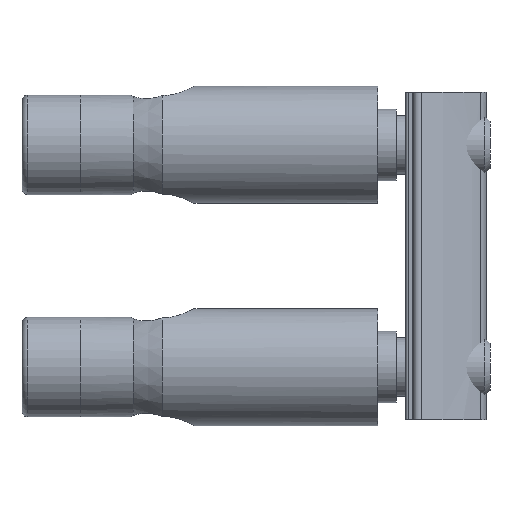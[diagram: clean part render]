
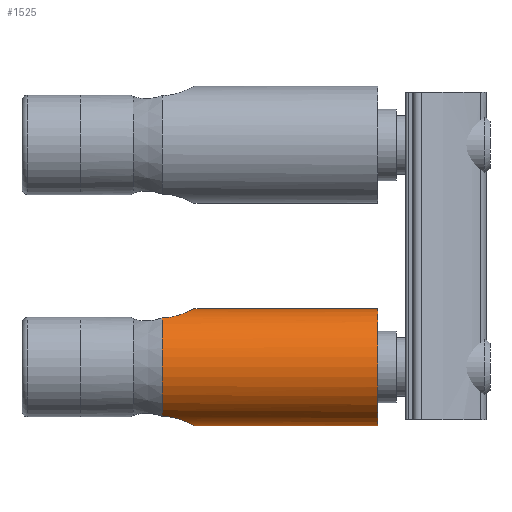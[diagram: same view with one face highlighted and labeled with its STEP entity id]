
A CAD part, top view. The second image highlights one B-rep face of the part: STEP entity #1525.
In plain terms, the highlighted cylindrical face has radius 5 mm (diameter 10 mm), a full revolution.
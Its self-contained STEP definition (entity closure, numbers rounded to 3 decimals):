
#100=CIRCLE('',#1627,5.);
#107=CIRCLE('',#1638,5.);
#108=CIRCLE('',#1639,5.);
#109=CIRCLE('',#1641,5.);
#190=FACE_OUTER_BOUND('',#272,.T.);
#272=EDGE_LOOP('',(#1002,#1003,#1004,#1005,#1006,#1007,#1008,#1009,#1010));
#359=LINE('',#2460,#437);
#437=VECTOR('',#1834,5.);
#512=B_SPLINE_CURVE_WITH_KNOTS('',3,(#2212,#2213,#2214,#2215,#2216,#2217,
#2218,#2219,#2220,#2221,#2222,#2223,#2224,#2225,#2226,#2227,#2228,#2229),
 .UNSPECIFIED.,.F.,.F.,(4,2,2,2,2,2,2,2,4),(0.834,0.938,
1.042,1.146,1.25,1.354,1.458,
1.563,1.667),.UNSPECIFIED.);
#521=B_SPLINE_CURVE_WITH_KNOTS('',3,(#2390,#2391,#2392,#2393,#2394,#2395,
#2396,#2397,#2398,#2399),.UNSPECIFIED.,.F.,.F.,(4,2,2,2,4),(-0.834,
-0.729,-0.625,-0.521,-0.417),
 .UNSPECIFIED.);
#522=B_SPLINE_CURVE_WITH_KNOTS('',3,(#2401,#2402,#2403,#2404,#2405,#2406,
#2407,#2408,#2409,#2410),.UNSPECIFIED.,.F.,.F.,(4,2,2,2,4),(-0.417,
-0.313,-0.209,-0.104,0.),
 .UNSPECIFIED.);
#562=VERTEX_POINT('',#2199);
#563=VERTEX_POINT('',#2211);
#571=VERTEX_POINT('',#2378);
#572=VERTEX_POINT('',#2389);
#573=VERTEX_POINT('',#2400);
#583=VERTEX_POINT('',#2455);
#584=VERTEX_POINT('',#2456);
#722=EDGE_CURVE('',#563,#562,#512,.T.);
#733=EDGE_CURVE('',#572,#571,#521,.F.);
#734=EDGE_CURVE('',#573,#572,#522,.F.);
#742=EDGE_CURVE('',#573,#562,#100,.T.);
#751=EDGE_CURVE('',#583,#584,#107,.T.);
#752=EDGE_CURVE('',#584,#583,#108,.T.);
#753=EDGE_CURVE('',#572,#584,#359,.T.);
#754=EDGE_CURVE('',#563,#571,#109,.T.);
#1002=ORIENTED_EDGE('',*,*,#734,.T.);
#1003=ORIENTED_EDGE('',*,*,#753,.T.);
#1004=ORIENTED_EDGE('',*,*,#752,.T.);
#1005=ORIENTED_EDGE('',*,*,#751,.T.);
#1006=ORIENTED_EDGE('',*,*,#753,.F.);
#1007=ORIENTED_EDGE('',*,*,#733,.T.);
#1008=ORIENTED_EDGE('',*,*,#754,.F.);
#1009=ORIENTED_EDGE('',*,*,#722,.T.);
#1010=ORIENTED_EDGE('',*,*,#742,.F.);
#1409=CYLINDRICAL_SURFACE('',#1640,5.);
#1525=ADVANCED_FACE('',(#190),#1409,.T.);
#1627=AXIS2_PLACEMENT_3D('',#2436,#1804,#1805);
#1638=AXIS2_PLACEMENT_3D('',#2457,#1828,#1829);
#1639=AXIS2_PLACEMENT_3D('',#2458,#1830,#1831);
#1640=AXIS2_PLACEMENT_3D('',#2459,#1832,#1833);
#1641=AXIS2_PLACEMENT_3D('',#2461,#1835,#1836);
#1804=DIRECTION('center_axis',(-1.,0.,0.));
#1805=DIRECTION('ref_axis',(0.,0.,1.));
#1828=DIRECTION('center_axis',(-1.,0.,0.));
#1829=DIRECTION('ref_axis',(0.,0.,1.));
#1830=DIRECTION('center_axis',(-1.,0.,0.));
#1831=DIRECTION('ref_axis',(0.,0.,1.));
#1832=DIRECTION('center_axis',(-1.,0.,0.));
#1833=DIRECTION('ref_axis',(0.,-1.,0.));
#1834=DIRECTION('',(1.,0.,0.));
#1835=DIRECTION('center_axis',(-1.,0.,0.));
#1836=DIRECTION('ref_axis',(0.,0.,1.));
#2199=CARTESIAN_POINT('',(10.75,-4.208,-2.7));
#2211=CARTESIAN_POINT('',(10.75,-4.208,2.7));
#2212=CARTESIAN_POINT('Ctrl Pts',(10.75,-4.208,2.7));
#2213=CARTESIAN_POINT('Ctrl Pts',(11.098,-4.208,2.7));
#2214=CARTESIAN_POINT('Ctrl Pts',(11.462,-4.256,2.629));
#2215=CARTESIAN_POINT('Ctrl Pts',(12.124,-4.415,2.352));
#2216=CARTESIAN_POINT('Ctrl Pts',(12.423,-4.524,2.145));
#2217=CARTESIAN_POINT('Ctrl Pts',(12.894,-4.718,1.674));
#2218=CARTESIAN_POINT('Ctrl Pts',(13.101,-4.819,1.375));
#2219=CARTESIAN_POINT('Ctrl Pts',(13.379,-4.961,0.712));
#2220=CARTESIAN_POINT('Ctrl Pts',(13.45,-5.,0.347));
#2221=CARTESIAN_POINT('Ctrl Pts',(13.45,-5.,-0.347));
#2222=CARTESIAN_POINT('Ctrl Pts',(13.379,-4.961,-0.712));
#2223=CARTESIAN_POINT('Ctrl Pts',(13.101,-4.819,-1.375));
#2224=CARTESIAN_POINT('Ctrl Pts',(12.894,-4.718,-1.674));
#2225=CARTESIAN_POINT('Ctrl Pts',(12.423,-4.524,-2.145));
#2226=CARTESIAN_POINT('Ctrl Pts',(12.124,-4.415,-2.352));
#2227=CARTESIAN_POINT('Ctrl Pts',(11.462,-4.256,-2.629));
#2228=CARTESIAN_POINT('Ctrl Pts',(11.098,-4.208,-2.7));
#2229=CARTESIAN_POINT('Ctrl Pts',(10.75,-4.208,-2.7));
#2378=CARTESIAN_POINT('',(10.75,4.208,2.7));
#2389=CARTESIAN_POINT('',(13.45,5.,0.));
#2390=CARTESIAN_POINT('Ctrl Pts',(10.75,4.208,2.7));
#2391=CARTESIAN_POINT('Ctrl Pts',(11.098,4.208,2.7));
#2392=CARTESIAN_POINT('Ctrl Pts',(11.462,4.256,2.629));
#2393=CARTESIAN_POINT('Ctrl Pts',(12.124,4.415,2.352));
#2394=CARTESIAN_POINT('Ctrl Pts',(12.423,4.524,2.145));
#2395=CARTESIAN_POINT('Ctrl Pts',(12.894,4.718,1.674));
#2396=CARTESIAN_POINT('Ctrl Pts',(13.101,4.819,1.375));
#2397=CARTESIAN_POINT('Ctrl Pts',(13.379,4.961,0.712));
#2398=CARTESIAN_POINT('Ctrl Pts',(13.45,5.,0.347));
#2399=CARTESIAN_POINT('Ctrl Pts',(13.45,5.,0.));
#2400=CARTESIAN_POINT('',(10.75,4.208,-2.7));
#2401=CARTESIAN_POINT('Ctrl Pts',(13.45,5.,0.));
#2402=CARTESIAN_POINT('Ctrl Pts',(13.45,5.,-0.347));
#2403=CARTESIAN_POINT('Ctrl Pts',(13.379,4.961,-0.712));
#2404=CARTESIAN_POINT('Ctrl Pts',(13.101,4.819,-1.375));
#2405=CARTESIAN_POINT('Ctrl Pts',(12.894,4.718,-1.674));
#2406=CARTESIAN_POINT('Ctrl Pts',(12.423,4.524,-2.145));
#2407=CARTESIAN_POINT('Ctrl Pts',(12.124,4.415,-2.352));
#2408=CARTESIAN_POINT('Ctrl Pts',(11.462,4.256,-2.629));
#2409=CARTESIAN_POINT('Ctrl Pts',(11.098,4.208,-2.7));
#2410=CARTESIAN_POINT('Ctrl Pts',(10.75,4.208,-2.7));
#2436=CARTESIAN_POINT('Origin',(10.75,0.,0.));
#2455=CARTESIAN_POINT('',(29.15,-5.,0.));
#2456=CARTESIAN_POINT('',(29.15,5.,0.));
#2457=CARTESIAN_POINT('Origin',(29.15,0.,0.));
#2458=CARTESIAN_POINT('Origin',(29.15,0.,0.));
#2459=CARTESIAN_POINT('Origin',(19.95,0.,0.));
#2460=CARTESIAN_POINT('',(19.95,5.,0.));
#2461=CARTESIAN_POINT('Origin',(10.75,0.,0.));
